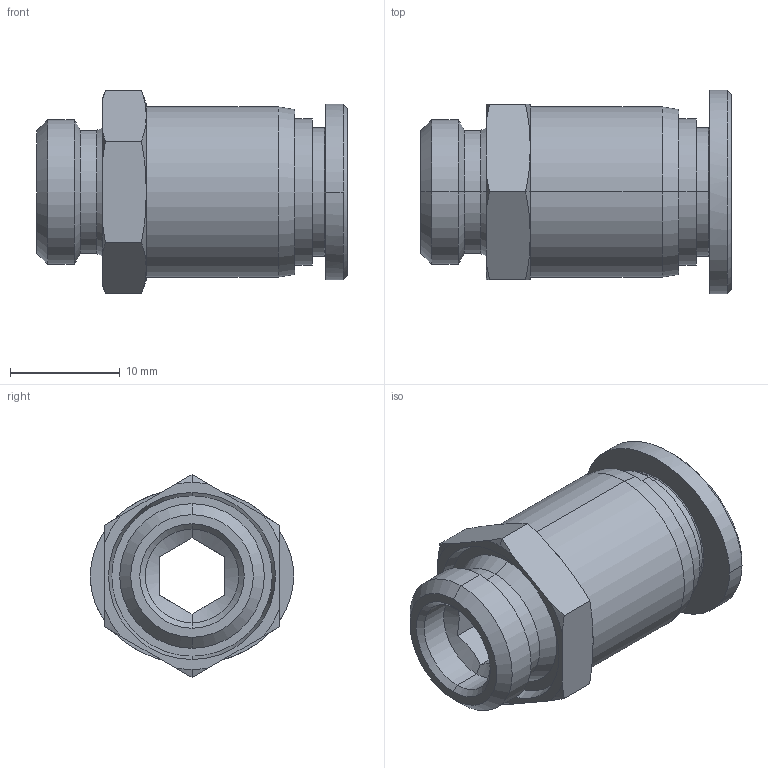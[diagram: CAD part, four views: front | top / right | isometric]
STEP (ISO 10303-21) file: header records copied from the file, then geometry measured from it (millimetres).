
FILE_DESCRIPTION((''),'2;1');
FILE_NAME('GPC 10G02(3D).stp','2012-12-20T14:22:25',(''),(''),'Mechanical Desktop.R8.0.24.0','Mechanical Desktop.R8.0.24.0',', , ');
FILE_SCHEMA(('CONFIG_CONTROL_DESIGN'));
Length unit declared in the file: millimetre
Products named in the file (2): GPC 10G02(3D); ºÎÇ°1
Assembly tree (1 placements, depth 2):
  GPC 10G02(3D)
    ºÎÇ°1
Bounding box: 28.3 x 18.5 x 18.48 mm (x, y, z)
Volume: 2933.3 mm3; surface area: 2826 mm2
Topology: 1 solids, 1 shells, 454 faces, 1273 edges, 839 vertices
Faces by surface type: plane 397, cone 34, cylinder 15, bspline 8
Entity records: 14780 total; most frequent: CARTESIAN_POINT 3051, ORIENTED_EDGE 2546, DIRECTION 2189, EDGE_CURVE 1273, VECTOR 1163, LINE 1163, VERTEX_POINT 839, AXIS2_PLACEMENT_3D 513
